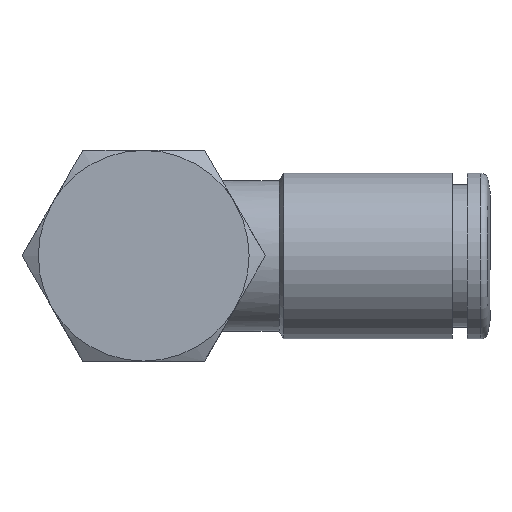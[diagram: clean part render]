
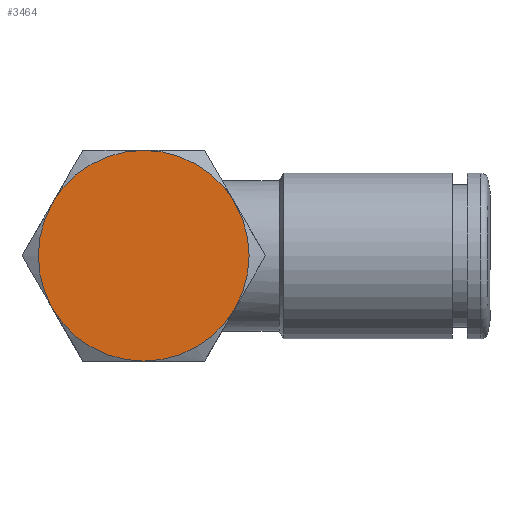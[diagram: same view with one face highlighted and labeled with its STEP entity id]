
A CAD part, top view. The second image highlights one B-rep face of the part: STEP entity #3464.
In plain terms, the highlighted face is planar.
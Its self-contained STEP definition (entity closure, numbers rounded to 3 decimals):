
#891=PLANE('',#3349);
#991=ORIENTED_EDGE('',*,*,#1228,.F.);
#992=ORIENTED_EDGE('',*,*,#1229,.F.);
#993=ORIENTED_EDGE('',*,*,#1230,.F.);
#994=ORIENTED_EDGE('',*,*,#1231,.F.);
#995=ORIENTED_EDGE('',*,*,#1227,.F.);
#996=ORIENTED_EDGE('',*,*,#1232,.F.);
#1088=CIRCLE('',#3348,7.);
#1089=CIRCLE('',#3350,7.);
#1090=CIRCLE('',#3351,7.);
#1091=CIRCLE('',#3352,7.);
#1092=CIRCLE('',#3353,7.);
#1093=CIRCLE('',#3354,7.);
#1145=VERTEX_POINT('',#1819);
#1148=VERTEX_POINT('',#1827);
#1150=VERTEX_POINT('',#1833);
#1152=VERTEX_POINT('',#1839);
#1154=VERTEX_POINT('',#1845);
#1155=VERTEX_POINT('',#1849);
#1227=EDGE_CURVE('',#1145,#1155,#1088,.T.);
#1228=EDGE_CURVE('',#1150,#1148,#1089,.T.);
#1229=EDGE_CURVE('',#1152,#1150,#1090,.T.);
#1230=EDGE_CURVE('',#1154,#1152,#1091,.T.);
#1231=EDGE_CURVE('',#1155,#1154,#1092,.T.);
#1232=EDGE_CURVE('',#1148,#1145,#1093,.T.);
#1303=EDGE_LOOP('',(#991,#992,#993,#994,#995,#996));
#1409=FACE_BOUND('',#1303,.T.);
#1601=DIRECTION('',(0.,-1.,0.));
#1602=DIRECTION('',(0.,0.,7.));
#1603=DIRECTION('',(0.,1.,0.));
#1604=DIRECTION('',(1.,0.,0.));
#1605=DIRECTION('',(0.,-1.,0.));
#1606=DIRECTION('',(0.,0.,7.));
#1607=DIRECTION('',(0.,-1.,0.));
#1608=DIRECTION('',(0.,0.,7.));
#1609=DIRECTION('',(0.,-1.,0.));
#1610=DIRECTION('',(0.,0.,7.));
#1611=DIRECTION('',(0.,-1.,0.));
#1612=DIRECTION('',(0.,0.,7.));
#1613=DIRECTION('',(0.,-1.,0.));
#1614=DIRECTION('',(0.,0.,7.));
#1819=CARTESIAN_POINT('',(0.353,32.557,3.5));
#1827=CARTESIAN_POINT('',(6.416,32.557,7.));
#1833=CARTESIAN_POINT('',(12.478,32.557,3.5));
#1839=CARTESIAN_POINT('',(12.478,32.557,-3.5));
#1845=CARTESIAN_POINT('',(6.416,32.557,-7.));
#1849=CARTESIAN_POINT('',(0.353,32.557,-3.5));
#1853=CARTESIAN_POINT('',(6.416,32.557,0.));
#1854=CARTESIAN_POINT('',(13.416,32.557,0.));
#1855=CARTESIAN_POINT('',(6.416,32.557,0.));
#1856=CARTESIAN_POINT('',(6.416,32.557,0.));
#1857=CARTESIAN_POINT('',(6.416,32.557,0.));
#1858=CARTESIAN_POINT('',(6.416,32.557,0.));
#1859=CARTESIAN_POINT('',(6.416,32.557,0.));
#3348=AXIS2_PLACEMENT_3D('',#1853,#1601,#1602);
#3349=AXIS2_PLACEMENT_3D('',#1854,#1603,#1604);
#3350=AXIS2_PLACEMENT_3D('',#1855,#1605,#1606);
#3351=AXIS2_PLACEMENT_3D('',#1856,#1607,#1608);
#3352=AXIS2_PLACEMENT_3D('',#1857,#1609,#1610);
#3353=AXIS2_PLACEMENT_3D('',#1858,#1611,#1612);
#3354=AXIS2_PLACEMENT_3D('',#1859,#1613,#1614);
#3464=ADVANCED_FACE('',(#1409),#891,.T.);
